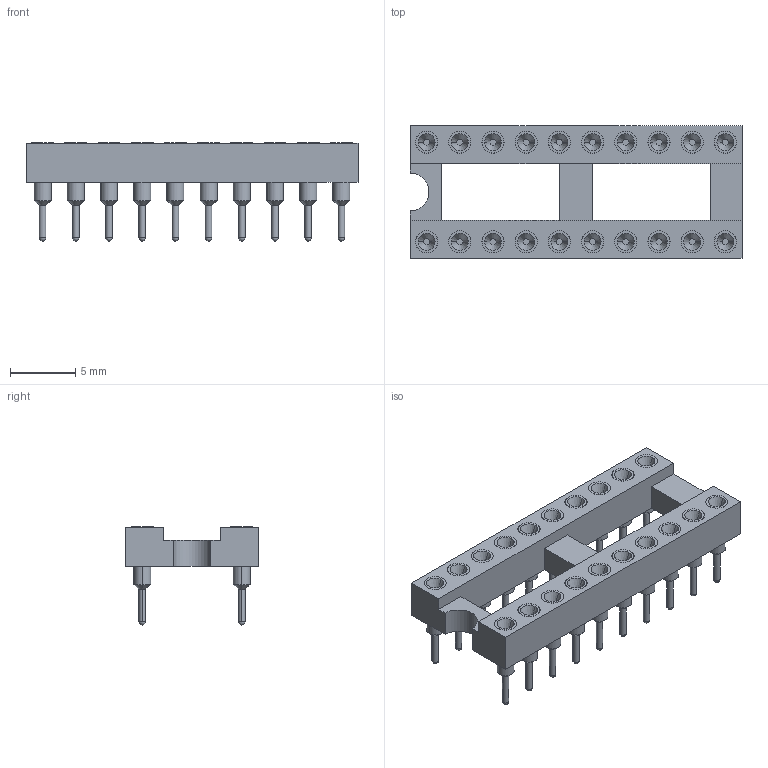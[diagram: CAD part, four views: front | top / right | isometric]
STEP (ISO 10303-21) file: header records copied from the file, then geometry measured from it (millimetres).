
FILE_DESCRIPTION (( 'STEP AP214' ), '1' );
FILE_NAME ('User Library-20pin 0.3inch 2.54mm IC DIP Socket Round Hole.STEP', '2020-09-04T08:58:39', ( '' ), ( '' ), 'SwSTEP 2.0', 'SolidWorks 2020', '' );
FILE_SCHEMA (( 'AUTOMOTIVE_DESIGN' ));
Length unit declared in the file: millimetre
Products named in the file (1): User Library-20pin 0.3inch 2.54mm IC DIP Socket Round Hole
Bounding box: 25.4 x 10.16 x 7.51 mm (x, y, z)
Volume: 531.7 mm3; surface area: 1564.7 mm2
Topology: 1 solids, 1 shells, 438 faces, 934 edges, 556 vertices
Faces by surface type: cylinder 241, plane 97, cone 80, bspline 20
Entity records: 15382 total; most frequent: DIRECTION 2254, CARTESIAN_POINT 2189, ORIENTED_EDGE 1788, AXIS2_PLACEMENT_3D 941, EDGE_CURVE 894, VERTEX_POINT 556, EDGE_LOOP 540, CIRCLE 522
